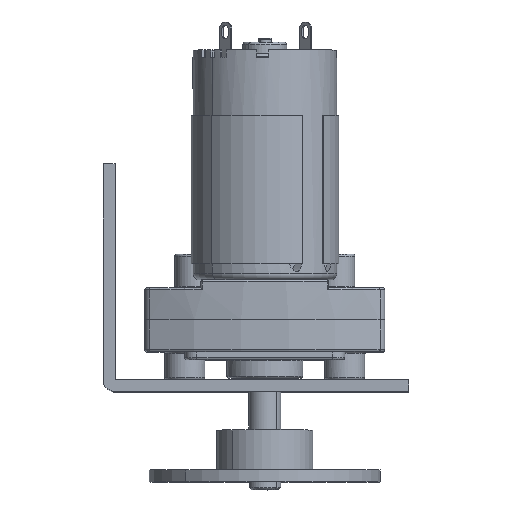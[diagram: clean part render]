
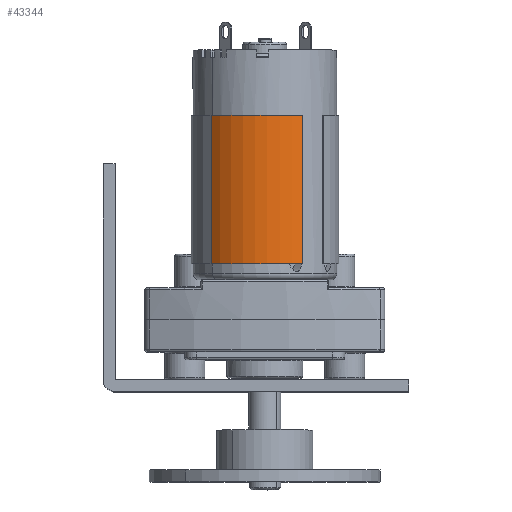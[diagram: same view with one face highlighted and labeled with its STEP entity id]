
A CAD part, top view. The second image highlights one B-rep face of the part: STEP entity #43344.
In plain terms, the highlighted cylindrical face has radius 18.5 mm (diameter 37 mm), a partial arc.
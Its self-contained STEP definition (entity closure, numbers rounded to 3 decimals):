
#4633 = CIRCLE ( 'NONE', #43840, 18.5 ) ;
#5055 = CARTESIAN_POINT ( 'NONE',  ( 0., 53.5, 18.5 ) ) ;
#5563 = FACE_OUTER_BOUND ( 'NONE', #12303, .T. ) ;
#6940 = VECTOR ( 'NONE', #16707, 1000. ) ;
#7802 = CARTESIAN_POINT ( 'NONE',  ( 0., 53.5, 0. ) ) ;
#8213 = CARTESIAN_POINT ( 'NONE',  ( 0., 16.4, 18.5 ) ) ;
#8344 = DIRECTION ( 'NONE',  ( 0., 1., 0. ) ) ;
#11589 = CARTESIAN_POINT ( 'NONE',  ( 0., 16.4, 0. ) ) ;
#12303 = EDGE_LOOP ( 'NONE', ( #35786, #45402, #37390, #37527 ) ) ;
#12911 = VERTEX_POINT ( 'NONE', #50180 ) ;
#13630 = EDGE_CURVE ( 'NONE', #12911, #19480, #4633, .T. ) ;
#15011 = LINE ( 'NONE', #20336, #6940 ) ;
#15455 = EDGE_CURVE ( 'NONE', #12911, #40652, #15011, .T. ) ;
#16707 = DIRECTION ( 'NONE',  ( 0., 1., 0. ) ) ;
#17146 = LINE ( 'NONE', #20139, #33164 ) ;
#19480 = VERTEX_POINT ( 'NONE', #8213 ) ;
#19870 = DIRECTION ( 'NONE',  ( 0., 1., 0. ) ) ;
#20139 = CARTESIAN_POINT ( 'NONE',  ( 0., 16.4, 18.5 ) ) ;
#20336 = CARTESIAN_POINT ( 'NONE',  ( -18.078, 16.4, 3.928 ) ) ;
#23367 = DIRECTION ( 'NONE',  ( 0., 1., 0. ) ) ;
#23965 = DIRECTION ( 'NONE',  ( 0., 0., 1. ) ) ;
#28478 = EDGE_CURVE ( 'NONE', #19480, #50648, #17146, .T. ) ;
#31010 = CARTESIAN_POINT ( 'NONE',  ( 0., 16.4, 0. ) ) ;
#33164 = VECTOR ( 'NONE', #8344, 1000. ) ;
#35786 = ORIENTED_EDGE ( 'NONE', *, *, #13630, .T. ) ;
#36964 = CIRCLE ( 'NONE', #49122, 18.5 ) ;
#37390 = ORIENTED_EDGE ( 'NONE', *, *, #44901, .F. ) ;
#37527 = ORIENTED_EDGE ( 'NONE', *, *, #15455, .F. ) ;
#39295 = DIRECTION ( 'NONE',  ( 0., 1., 0. ) ) ;
#39578 = CYLINDRICAL_SURFACE ( 'NONE', #46431, 18.5 ) ;
#40652 = VERTEX_POINT ( 'NONE', #49533 ) ;
#43344 = ADVANCED_FACE ( 'NONE', ( #5563 ), #39578, .T. ) ;
#43840 = AXIS2_PLACEMENT_3D ( 'NONE', #31010, #39295, #50339 ) ;
#44901 = EDGE_CURVE ( 'NONE', #40652, #50648, #36964, .T. ) ;
#45402 = ORIENTED_EDGE ( 'NONE', *, *, #28478, .T. ) ;
#46431 = AXIS2_PLACEMENT_3D ( 'NONE', #11589, #19870, #23965 ) ;
#49122 = AXIS2_PLACEMENT_3D ( 'NONE', #7802, #23367, #51156 ) ;
#49533 = CARTESIAN_POINT ( 'NONE',  ( -18.078, 53.5, 3.928 ) ) ;
#50180 = CARTESIAN_POINT ( 'NONE',  ( -18.078, 16.4, 3.928 ) ) ;
#50339 = DIRECTION ( 'NONE',  ( 0., 0., 1. ) ) ;
#50648 = VERTEX_POINT ( 'NONE', #5055 ) ;
#51156 = DIRECTION ( 'NONE',  ( 0., 0., 1. ) ) ;
